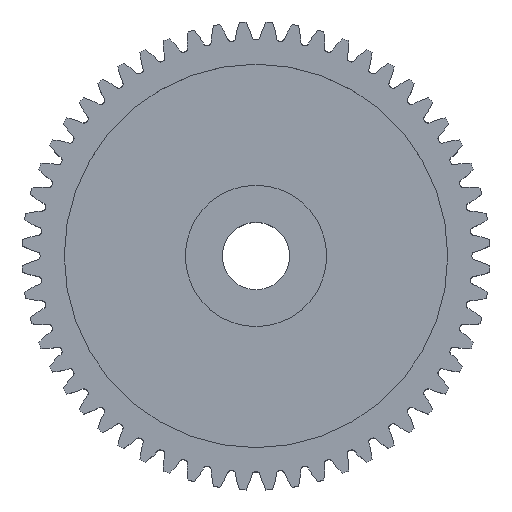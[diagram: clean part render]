
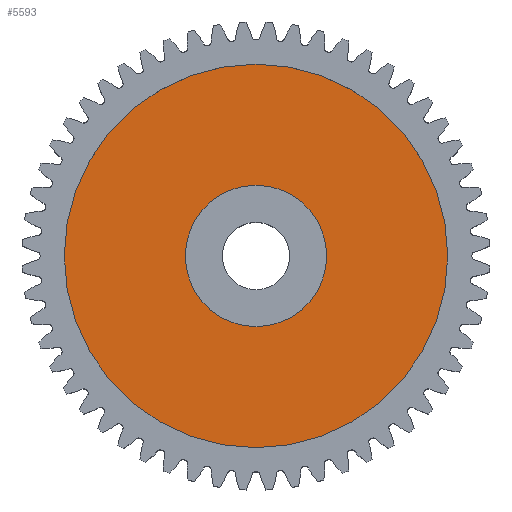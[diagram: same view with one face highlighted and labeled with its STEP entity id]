
A CAD part, top view. The second image highlights one B-rep face of the part: STEP entity #5593.
In plain terms, the highlighted planar face has unit normal (0, 0, 1).
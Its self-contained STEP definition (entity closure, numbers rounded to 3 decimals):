
#26 = DIRECTION ( 'NONE',  ( 0., 0., -1. ) ) ;
#30 = CIRCLE ( 'NONE', #37, 10.5 ) ;
#37 = AXIS2_PLACEMENT_3D ( 'NONE', #41, #26, #39 ) ;
#39 = DIRECTION ( 'NONE',  ( -1., 0., 0. ) ) ;
#41 = CARTESIAN_POINT ( 'NONE',  ( 0., 0., 7.75 ) ) ;
#43 = CARTESIAN_POINT ( 'NONE',  ( 28.5, 0., 7.75 ) ) ;
#76 = CARTESIAN_POINT ( 'NONE',  ( -10.5, 0., 7.75 ) ) ;
#136 = AXIS2_PLACEMENT_3D ( 'NONE', #157, #140, #171 ) ;
#140 = DIRECTION ( 'NONE',  ( 0., 0., -1. ) ) ;
#154 = CIRCLE ( 'NONE', #136, 28.5 ) ;
#156 = CARTESIAN_POINT ( 'NONE',  ( -28.5, 0., 7.75 ) ) ;
#157 = CARTESIAN_POINT ( 'NONE',  ( 0., 0., 7.75 ) ) ;
#171 = DIRECTION ( 'NONE',  ( -1., 0., 0. ) ) ;
#203 = CARTESIAN_POINT ( 'NONE',  ( 0., 0., 7.75 ) ) ;
#204 = AXIS2_PLACEMENT_3D ( 'NONE', #203, #210, #209 ) ;
#205 = CIRCLE ( 'NONE', #204, 10.5 ) ;
#209 = DIRECTION ( 'NONE',  ( -1., 0., 0. ) ) ;
#210 = DIRECTION ( 'NONE',  ( 0., 0., -1. ) ) ;
#5567 = EDGE_LOOP ( 'NONE', ( #5664, #5606 ) ) ;
#5593 = ADVANCED_FACE ( 'NONE', ( #13228, #13232 ), #13214, .F. ) ;
#5605 = ORIENTED_EDGE ( 'NONE', *, *, #5631, .F. ) ;
#5606 = ORIENTED_EDGE ( 'NONE', *, *, #5668, .T. ) ;
#5625 = VERTEX_POINT ( 'NONE', #13229 ) ;
#5631 = EDGE_CURVE ( 'NONE', #5793, #5731, #12988, .T. ) ;
#5650 = EDGE_LOOP ( 'NONE', ( #5605, #5712 ) ) ;
#5664 = ORIENTED_EDGE ( 'NONE', *, *, #5677, .T. ) ;
#5668 = EDGE_CURVE ( 'NONE', #5625, #5678, #30, .T. ) ;
#5677 = EDGE_CURVE ( 'NONE', #5678, #5625, #205, .T. ) ;
#5678 = VERTEX_POINT ( 'NONE', #76 ) ;
#5712 = ORIENTED_EDGE ( 'NONE', *, *, #5770, .F. ) ;
#5731 = VERTEX_POINT ( 'NONE', #43 ) ;
#5770 = EDGE_CURVE ( 'NONE', #5731, #5793, #154, .T. ) ;
#5793 = VERTEX_POINT ( 'NONE', #156 ) ;
#12917 = DIRECTION ( 'NONE',  ( 0., 0., -1. ) ) ;
#12988 = CIRCLE ( 'NONE', #13069, 28.5 ) ;
#13069 = AXIS2_PLACEMENT_3D ( 'NONE', #13074, #12917, #13190 ) ;
#13074 = CARTESIAN_POINT ( 'NONE',  ( 0., 0., 7.75 ) ) ;
#13190 = DIRECTION ( 'NONE',  ( -1., 0., 0. ) ) ;
#13213 = CARTESIAN_POINT ( 'NONE',  ( 0., 0., 7.75 ) ) ;
#13214 = PLANE ( 'NONE',  #13217 ) ;
#13217 = AXIS2_PLACEMENT_3D ( 'NONE', #13213, #13222, #13221 ) ;
#13221 = DIRECTION ( 'NONE',  ( -1., 0., 0. ) ) ;
#13222 = DIRECTION ( 'NONE',  ( 0., 0., -1. ) ) ;
#13228 = FACE_BOUND ( 'NONE', #5567, .T. ) ;
#13229 = CARTESIAN_POINT ( 'NONE',  ( 10.5, 0., 7.75 ) ) ;
#13232 = FACE_OUTER_BOUND ( 'NONE', #5650, .T. ) ;
